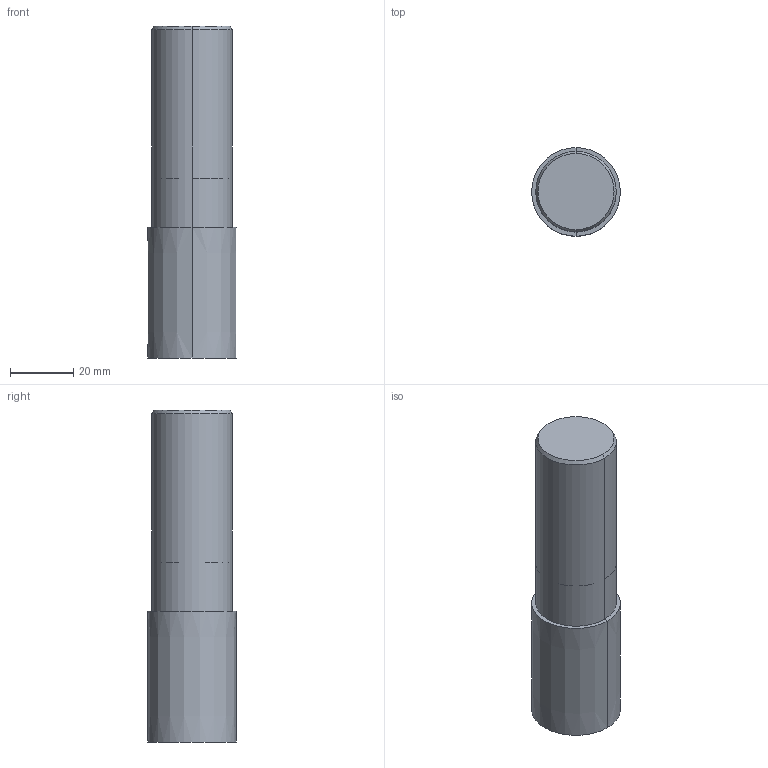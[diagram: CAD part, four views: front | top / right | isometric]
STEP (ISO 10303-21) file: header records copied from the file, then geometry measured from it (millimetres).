
FILE_DESCRIPTION(('no description'),'unknown implementation level');
FILE_NAME('solidnCu9BH7O8qGBIw4A7UNq_gUSoaI_1.STP',' ',('CIMSOURCE GmbH'),('CADClick - KiM GmbH - www.kimweb.de'),'unknown preprocess','ACIS','unknown authorization');
FILE_SCHEMA(('automotive_design'));
Length unit declared in the file: millimetre
Products named in the file (2): 1; 2
Bounding box: 28 x 28 x 104.8 mm (x, y, z)
Volume: 57574.2 mm3; surface area: 11120.5 mm2
Topology: 2 solids, 2 shells, 17 faces, 34 edges, 20 vertices
Faces by surface type: cone 8, plane 5, cylinder 4
Entity records: 873 total; most frequent: DIRECTION 94, CARTESIAN_POINT 73, STYLED_ITEM 69, PRESENTATION_STYLE_ASSIGNMENT 69, COLOUR_RGB 69, ORIENTED_EDGE 60, AXIS2_PLACEMENT_3D 41, EDGE_CURVE 30
